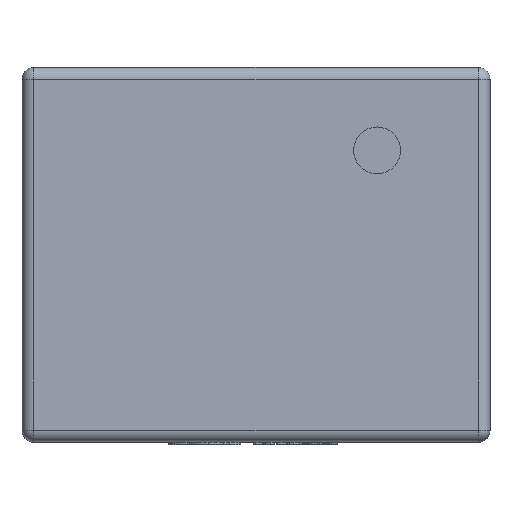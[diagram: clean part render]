
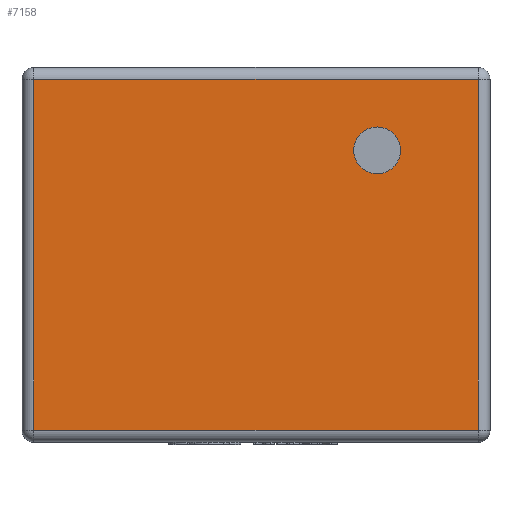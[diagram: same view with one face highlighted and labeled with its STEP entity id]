
A CAD part, top view. The second image highlights one B-rep face of the part: STEP entity #7158.
In plain terms, the highlighted planar face has unit normal (0, 0, 1).
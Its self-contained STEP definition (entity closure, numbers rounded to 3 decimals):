
#1091 = VERTEX_POINT('',#1092);
#1092 = CARTESIAN_POINT('',(0.618,0.451,1.)
  );
#1099 = CYLINDRICAL_SURFACE('',#1100,0.1);
#1100 = AXIS2_PLACEMENT_3D('',#1101,#1102,#1103);
#1101 = CARTESIAN_POINT('',(0.518,0.451,0.99
    ));
#1102 = DIRECTION('',(0.,0.,1.));
#1103 = DIRECTION('',(1.,0.,-0.));
#1111 = CYLINDRICAL_SURFACE('',#1112,0.1);
#1112 = AXIS2_PLACEMENT_3D('',#1113,#1114,#1115);
#1113 = CARTESIAN_POINT('',(0.518,0.451,0.99
    ));
#1114 = DIRECTION('',(0.,0.,1.));
#1115 = DIRECTION('',(1.,0.,-0.));
#1123 = EDGE_CURVE('',#1124,#1091,#1126,.T.);
#1124 = VERTEX_POINT('',#1125);
#1125 = CARTESIAN_POINT('',(0.418,0.451,1.)
  );
#1126 = SURFACE_CURVE('',#1127,(#1132,#1139),.PCURVE_S1.);
#1127 = CIRCLE('',#1128,0.1);
#1128 = AXIS2_PLACEMENT_3D('',#1129,#1130,#1131);
#1129 = CARTESIAN_POINT('',(0.518,0.451,1.)
  );
#1130 = DIRECTION('',(0.,0.,1.));
#1131 = DIRECTION('',(1.,0.,-0.));
#1132 = PCURVE('',#1099,#1133);
#1133 = DEFINITIONAL_REPRESENTATION('',(#1134),#1138);
#1134 = LINE('',#1135,#1136);
#1135 = CARTESIAN_POINT('',(0.,0.01));
#1136 = VECTOR('',#1137,1.);
#1137 = DIRECTION('',(1.,0.));
#1138 = ( GEOMETRIC_REPRESENTATION_CONTEXT(2) 
PARAMETRIC_REPRESENTATION_CONTEXT() REPRESENTATION_CONTEXT('2D SPACE',''
  ) );
#1139 = PCURVE('',#1140,#1145);
#1140 = PLANE('',#1141);
#1141 = AXIS2_PLACEMENT_3D('',#1142,#1143,#1144);
#1142 = CARTESIAN_POINT('',(0.95,0.755,1.)
  );
#1143 = DIRECTION('',(0.,0.,-1.));
#1144 = DIRECTION('',(-1.,0.,0.));
#1145 = DEFINITIONAL_REPRESENTATION('',(#1146),#1154);
#1146 = ( BOUNDED_CURVE() B_SPLINE_CURVE(2,(#1147,#1148,#1149,#1150,
#1151,#1152,#1153),.UNSPECIFIED.,.T.,.F.) B_SPLINE_CURVE_WITH_KNOTS((1,2
    ,2,2,2,1),(-2.094,0.,2.094,4.189,
6.283,8.378),.UNSPECIFIED.) CURVE() 
GEOMETRIC_REPRESENTATION_ITEM() RATIONAL_B_SPLINE_CURVE((1.,0.5,1.,0.5,
1.,0.5,1.)) REPRESENTATION_ITEM('') );
#1147 = CARTESIAN_POINT('',(0.332,-0.304));
#1148 = CARTESIAN_POINT('',(0.332,-0.131));
#1149 = CARTESIAN_POINT('',(0.482,-0.218));
#1150 = CARTESIAN_POINT('',(0.632,-0.304));
#1151 = CARTESIAN_POINT('',(0.482,-0.391));
#1152 = CARTESIAN_POINT('',(0.332,-0.478));
#1153 = CARTESIAN_POINT('',(0.332,-0.304));
#1154 = ( GEOMETRIC_REPRESENTATION_CONTEXT(2) 
PARAMETRIC_REPRESENTATION_CONTEXT() REPRESENTATION_CONTEXT('2D SPACE',''
  ) );
#2958 = CYLINDRICAL_SURFACE('',#2959,0.05);
#2959 = AXIS2_PLACEMENT_3D('',#2960,#2961,#2962);
#2960 = CARTESIAN_POINT('',(0.95,-0.745,
    0.95));
#2961 = DIRECTION('',(1.,0.,0.));
#2962 = DIRECTION('',(0.,0.,-1.));
#6748 = CYLINDRICAL_SURFACE('',#6749,0.05);
#6749 = AXIS2_PLACEMENT_3D('',#6750,#6751,#6752);
#6750 = CARTESIAN_POINT('',(0.95,0.755,0.95
    ));
#6751 = DIRECTION('',(-1.,0.,0.));
#6752 = DIRECTION('',(0.,0.,1.));
#6911 = CYLINDRICAL_SURFACE('',#6912,0.05);
#6912 = AXIS2_PLACEMENT_3D('',#6913,#6914,#6915);
#6913 = CARTESIAN_POINT('',(-0.95,0.755,
    0.95));
#6914 = DIRECTION('',(0.,-1.,0.));
#6915 = DIRECTION('',(1.,0.,0.));
#7125 = CYLINDRICAL_SURFACE('',#7126,0.05);
#7126 = AXIS2_PLACEMENT_3D('',#7127,#7128,#7129);
#7127 = CARTESIAN_POINT('',(0.95,0.755,0.95
    ));
#7128 = DIRECTION('',(0.,1.,0.));
#7129 = DIRECTION('',(-1.,0.,0.));
#7158 = ADVANCED_FACE('',(#7159,#7188),#1140,.F.);
#7159 = FACE_BOUND('',#7160,.T.);
#7160 = EDGE_LOOP('',(#7161,#7187));
#7161 = ORIENTED_EDGE('',*,*,#7162,.F.);
#7162 = EDGE_CURVE('',#1091,#1124,#7163,.T.);
#7163 = SURFACE_CURVE('',#7164,(#7169,#7180),.PCURVE_S1.);
#7164 = CIRCLE('',#7165,0.1);
#7165 = AXIS2_PLACEMENT_3D('',#7166,#7167,#7168);
#7166 = CARTESIAN_POINT('',(0.518,0.451,1.)
  );
#7167 = DIRECTION('',(0.,0.,1.));
#7168 = DIRECTION('',(1.,0.,-0.));
#7169 = PCURVE('',#1140,#7170);
#7170 = DEFINITIONAL_REPRESENTATION('',(#7171),#7179);
#7171 = ( BOUNDED_CURVE() B_SPLINE_CURVE(2,(#7172,#7173,#7174,#7175,
#7176,#7177,#7178),.UNSPECIFIED.,.T.,.F.) B_SPLINE_CURVE_WITH_KNOTS((1,2
    ,2,2,2,1),(-2.094,0.,2.094,4.189,
6.283,8.378),.UNSPECIFIED.) CURVE() 
GEOMETRIC_REPRESENTATION_ITEM() RATIONAL_B_SPLINE_CURVE((1.,0.5,1.,0.5,
1.,0.5,1.)) REPRESENTATION_ITEM('') );
#7172 = CARTESIAN_POINT('',(0.332,-0.304));
#7173 = CARTESIAN_POINT('',(0.332,-0.131));
#7174 = CARTESIAN_POINT('',(0.482,-0.218));
#7175 = CARTESIAN_POINT('',(0.632,-0.304));
#7176 = CARTESIAN_POINT('',(0.482,-0.391));
#7177 = CARTESIAN_POINT('',(0.332,-0.478));
#7178 = CARTESIAN_POINT('',(0.332,-0.304));
#7179 = ( GEOMETRIC_REPRESENTATION_CONTEXT(2) 
PARAMETRIC_REPRESENTATION_CONTEXT() REPRESENTATION_CONTEXT('2D SPACE',''
  ) );
#7180 = PCURVE('',#1111,#7181);
#7181 = DEFINITIONAL_REPRESENTATION('',(#7182),#7186);
#7182 = LINE('',#7183,#7184);
#7183 = CARTESIAN_POINT('',(0.,0.01));
#7184 = VECTOR('',#7185,1.);
#7185 = DIRECTION('',(1.,0.));
#7186 = ( GEOMETRIC_REPRESENTATION_CONTEXT(2) 
PARAMETRIC_REPRESENTATION_CONTEXT() REPRESENTATION_CONTEXT('2D SPACE',''
  ) );
#7187 = ORIENTED_EDGE('',*,*,#1123,.F.);
#7188 = FACE_BOUND('',#7189,.T.);
#7189 = EDGE_LOOP('',(#7190,#7215,#7238,#7261));
#7190 = ORIENTED_EDGE('',*,*,#7191,.T.);
#7191 = EDGE_CURVE('',#7192,#7194,#7196,.T.);
#7192 = VERTEX_POINT('',#7193);
#7193 = CARTESIAN_POINT('',(-0.95,-0.745,
    1.));
#7194 = VERTEX_POINT('',#7195);
#7195 = CARTESIAN_POINT('',(0.95,-0.745,1.
    ));
#7196 = SURFACE_CURVE('',#7197,(#7201,#7208),.PCURVE_S1.);
#7197 = LINE('',#7198,#7199);
#7198 = CARTESIAN_POINT('',(0.95,-0.745,1.
    ));
#7199 = VECTOR('',#7200,1.);
#7200 = DIRECTION('',(1.,0.,0.));
#7201 = PCURVE('',#1140,#7202);
#7202 = DEFINITIONAL_REPRESENTATION('',(#7203),#7207);
#7203 = LINE('',#7204,#7205);
#7204 = CARTESIAN_POINT('',(0.,-1.5));
#7205 = VECTOR('',#7206,1.);
#7206 = DIRECTION('',(-1.,0.));
#7207 = ( GEOMETRIC_REPRESENTATION_CONTEXT(2) 
PARAMETRIC_REPRESENTATION_CONTEXT() REPRESENTATION_CONTEXT('2D SPACE',''
  ) );
#7208 = PCURVE('',#2958,#7209);
#7209 = DEFINITIONAL_REPRESENTATION('',(#7210),#7214);
#7210 = LINE('',#7211,#7212);
#7211 = CARTESIAN_POINT('',(3.142,0.));
#7212 = VECTOR('',#7213,1.);
#7213 = DIRECTION('',(0.,1.));
#7214 = ( GEOMETRIC_REPRESENTATION_CONTEXT(2) 
PARAMETRIC_REPRESENTATION_CONTEXT() REPRESENTATION_CONTEXT('2D SPACE',''
  ) );
#7215 = ORIENTED_EDGE('',*,*,#7216,.T.);
#7216 = EDGE_CURVE('',#7194,#7217,#7219,.T.);
#7217 = VERTEX_POINT('',#7218);
#7218 = CARTESIAN_POINT('',(0.95,0.755,1.)
  );
#7219 = SURFACE_CURVE('',#7220,(#7224,#7231),.PCURVE_S1.);
#7220 = LINE('',#7221,#7222);
#7221 = CARTESIAN_POINT('',(0.95,0.755,1.)
  );
#7222 = VECTOR('',#7223,1.);
#7223 = DIRECTION('',(0.,1.,0.));
#7224 = PCURVE('',#1140,#7225);
#7225 = DEFINITIONAL_REPRESENTATION('',(#7226),#7230);
#7226 = LINE('',#7227,#7228);
#7227 = CARTESIAN_POINT('',(0.,0.));
#7228 = VECTOR('',#7229,1.);
#7229 = DIRECTION('',(0.,1.));
#7230 = ( GEOMETRIC_REPRESENTATION_CONTEXT(2) 
PARAMETRIC_REPRESENTATION_CONTEXT() REPRESENTATION_CONTEXT('2D SPACE',''
  ) );
#7231 = PCURVE('',#7125,#7232);
#7232 = DEFINITIONAL_REPRESENTATION('',(#7233),#7237);
#7233 = LINE('',#7234,#7235);
#7234 = CARTESIAN_POINT('',(1.571,0.));
#7235 = VECTOR('',#7236,1.);
#7236 = DIRECTION('',(0.,1.));
#7237 = ( GEOMETRIC_REPRESENTATION_CONTEXT(2) 
PARAMETRIC_REPRESENTATION_CONTEXT() REPRESENTATION_CONTEXT('2D SPACE',''
  ) );
#7238 = ORIENTED_EDGE('',*,*,#7239,.T.);
#7239 = EDGE_CURVE('',#7217,#7240,#7242,.T.);
#7240 = VERTEX_POINT('',#7241);
#7241 = CARTESIAN_POINT('',(-0.95,0.755,1.
    ));
#7242 = SURFACE_CURVE('',#7243,(#7247,#7254),.PCURVE_S1.);
#7243 = LINE('',#7244,#7245);
#7244 = CARTESIAN_POINT('',(0.95,0.755,1.)
  );
#7245 = VECTOR('',#7246,1.);
#7246 = DIRECTION('',(-1.,0.,0.));
#7247 = PCURVE('',#1140,#7248);
#7248 = DEFINITIONAL_REPRESENTATION('',(#7249),#7253);
#7249 = LINE('',#7250,#7251);
#7250 = CARTESIAN_POINT('',(0.,0.));
#7251 = VECTOR('',#7252,1.);
#7252 = DIRECTION('',(1.,0.));
#7253 = ( GEOMETRIC_REPRESENTATION_CONTEXT(2) 
PARAMETRIC_REPRESENTATION_CONTEXT() REPRESENTATION_CONTEXT('2D SPACE',''
  ) );
#7254 = PCURVE('',#6748,#7255);
#7255 = DEFINITIONAL_REPRESENTATION('',(#7256),#7260);
#7256 = LINE('',#7257,#7258);
#7257 = CARTESIAN_POINT('',(0.,0.));
#7258 = VECTOR('',#7259,1.);
#7259 = DIRECTION('',(0.,1.));
#7260 = ( GEOMETRIC_REPRESENTATION_CONTEXT(2) 
PARAMETRIC_REPRESENTATION_CONTEXT() REPRESENTATION_CONTEXT('2D SPACE',''
  ) );
#7261 = ORIENTED_EDGE('',*,*,#7262,.T.);
#7262 = EDGE_CURVE('',#7240,#7192,#7263,.T.);
#7263 = SURFACE_CURVE('',#7264,(#7268,#7275),.PCURVE_S1.);
#7264 = LINE('',#7265,#7266);
#7265 = CARTESIAN_POINT('',(-0.95,0.755,1.
    ));
#7266 = VECTOR('',#7267,1.);
#7267 = DIRECTION('',(0.,-1.,0.));
#7268 = PCURVE('',#1140,#7269);
#7269 = DEFINITIONAL_REPRESENTATION('',(#7270),#7274);
#7270 = LINE('',#7271,#7272);
#7271 = CARTESIAN_POINT('',(1.9,0.));
#7272 = VECTOR('',#7273,1.);
#7273 = DIRECTION('',(0.,-1.));
#7274 = ( GEOMETRIC_REPRESENTATION_CONTEXT(2) 
PARAMETRIC_REPRESENTATION_CONTEXT() REPRESENTATION_CONTEXT('2D SPACE',''
  ) );
#7275 = PCURVE('',#6911,#7276);
#7276 = DEFINITIONAL_REPRESENTATION('',(#7277),#7281);
#7277 = LINE('',#7278,#7279);
#7278 = CARTESIAN_POINT('',(1.571,0.));
#7279 = VECTOR('',#7280,1.);
#7280 = DIRECTION('',(0.,1.));
#7281 = ( GEOMETRIC_REPRESENTATION_CONTEXT(2) 
PARAMETRIC_REPRESENTATION_CONTEXT() REPRESENTATION_CONTEXT('2D SPACE',''
  ) );
